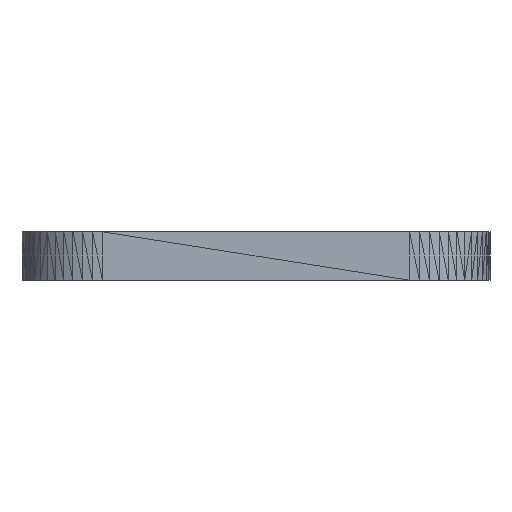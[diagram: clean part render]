
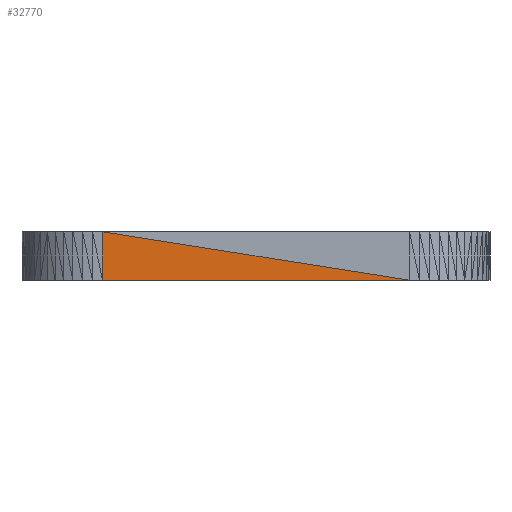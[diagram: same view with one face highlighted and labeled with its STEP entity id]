
A CAD part, left-side view. The second image highlights one B-rep face of the part: STEP entity #32770.
In plain terms, the highlighted planar face has unit normal (-1, 0, 0).
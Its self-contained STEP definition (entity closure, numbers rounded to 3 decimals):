
#32469 = VERTEX_POINT('',#32470);
#32470 = CARTESIAN_POINT('',(-29.5,9.5,3.));
#32611 = PLANE('',#32612);
#32612 = AXIS2_PLACEMENT_3D('',#32613,#32614,#32615);
#32613 = CARTESIAN_POINT('',(-29.5,-0.691,2.191));
#32614 = DIRECTION('',(-1.,-0.,-0.));
#32615 = DIRECTION('',(0.,0.,-1.));
#32627 = VERTEX_POINT('',#32628);
#32628 = CARTESIAN_POINT('',(-29.5,9.5,0.));
#32649 = PLANE('',#32650);
#32650 = AXIS2_PLACEMENT_3D('',#32651,#32652,#32653);
#32651 = CARTESIAN_POINT('',(-29.489,9.673,
    1.641));
#32652 = DIRECTION('',(-0.998,0.063,
    0.));
#32653 = DIRECTION('',(-0.063,-0.998,0.));
#32719 = EDGE_CURVE('',#32469,#32627,#32720,.T.);
#32720 = SURFACE_CURVE('',#32721,(#32725,#32732),.PCURVE_S1.);
#32721 = LINE('',#32722,#32723);
#32722 = CARTESIAN_POINT('',(-29.5,9.5,3.));
#32723 = VECTOR('',#32724,1.);
#32724 = DIRECTION('',(0.,0.,-1.));
#32725 = PCURVE('',#32649,#32726);
#32726 = DEFINITIONAL_REPRESENTATION('',(#32727),#32731);
#32727 = LINE('',#32728,#32729);
#32728 = CARTESIAN_POINT('',(0.173,1.359));
#32729 = VECTOR('',#32730,1.);
#32730 = DIRECTION('',(0.,-1.));
#32731 = ( GEOMETRIC_REPRESENTATION_CONTEXT(2) 
PARAMETRIC_REPRESENTATION_CONTEXT() REPRESENTATION_CONTEXT('2D SPACE',''
  ) );
#32732 = PCURVE('',#32733,#32738);
#32733 = PLANE('',#32734);
#32734 = AXIS2_PLACEMENT_3D('',#32735,#32736,#32737);
#32735 = CARTESIAN_POINT('',(-29.5,0.691,0.809));
#32736 = DIRECTION('',(-1.,-0.,-0.));
#32737 = DIRECTION('',(0.,0.,-1.));
#32738 = DEFINITIONAL_REPRESENTATION('',(#32739),#32743);
#32739 = LINE('',#32740,#32741);
#32740 = CARTESIAN_POINT('',(-2.191,-8.809));
#32741 = VECTOR('',#32742,1.);
#32742 = DIRECTION('',(1.,0.));
#32743 = ( GEOMETRIC_REPRESENTATION_CONTEXT(2) 
PARAMETRIC_REPRESENTATION_CONTEXT() REPRESENTATION_CONTEXT('2D SPACE',''
  ) );
#32770 = ADVANCED_FACE('',(#32771),#32733,.T.);
#32771 = FACE_BOUND('',#32772,.T.);
#32772 = EDGE_LOOP('',(#32773,#32796,#32797));
#32773 = ORIENTED_EDGE('',*,*,#32774,.T.);
#32774 = EDGE_CURVE('',#32775,#32469,#32777,.T.);
#32775 = VERTEX_POINT('',#32776);
#32776 = CARTESIAN_POINT('',(-29.5,-9.5,0.));
#32777 = SURFACE_CURVE('',#32778,(#32782,#32789),.PCURVE_S1.);
#32778 = LINE('',#32779,#32780);
#32779 = CARTESIAN_POINT('',(-29.5,-9.5,0.));
#32780 = VECTOR('',#32781,1.);
#32781 = DIRECTION('',(0.,0.988,0.156));
#32782 = PCURVE('',#32733,#32783);
#32783 = DEFINITIONAL_REPRESENTATION('',(#32784),#32788);
#32784 = LINE('',#32785,#32786);
#32785 = CARTESIAN_POINT('',(0.809,10.191));
#32786 = VECTOR('',#32787,1.);
#32787 = DIRECTION('',(-0.156,-0.988));
#32788 = ( GEOMETRIC_REPRESENTATION_CONTEXT(2) 
PARAMETRIC_REPRESENTATION_CONTEXT() REPRESENTATION_CONTEXT('2D SPACE',''
  ) );
#32789 = PCURVE('',#32611,#32790);
#32790 = DEFINITIONAL_REPRESENTATION('',(#32791),#32795);
#32791 = LINE('',#32792,#32793);
#32792 = CARTESIAN_POINT('',(2.191,8.809));
#32793 = VECTOR('',#32794,1.);
#32794 = DIRECTION('',(-0.156,-0.988));
#32795 = ( GEOMETRIC_REPRESENTATION_CONTEXT(2) 
PARAMETRIC_REPRESENTATION_CONTEXT() REPRESENTATION_CONTEXT('2D SPACE',''
  ) );
#32796 = ORIENTED_EDGE('',*,*,#32719,.T.);
#32797 = ORIENTED_EDGE('',*,*,#32798,.T.);
#32798 = EDGE_CURVE('',#32627,#32775,#32799,.T.);
#32799 = SURFACE_CURVE('',#32800,(#32804,#32811),.PCURVE_S1.);
#32800 = LINE('',#32801,#32802);
#32801 = CARTESIAN_POINT('',(-29.5,9.5,0.));
#32802 = VECTOR('',#32803,1.);
#32803 = DIRECTION('',(0.,-1.,0.));
#32804 = PCURVE('',#32733,#32805);
#32805 = DEFINITIONAL_REPRESENTATION('',(#32806),#32810);
#32806 = LINE('',#32807,#32808);
#32807 = CARTESIAN_POINT('',(0.809,-8.809));
#32808 = VECTOR('',#32809,1.);
#32809 = DIRECTION('',(0.,1.));
#32810 = ( GEOMETRIC_REPRESENTATION_CONTEXT(2) 
PARAMETRIC_REPRESENTATION_CONTEXT() REPRESENTATION_CONTEXT('2D SPACE',''
  ) );
#32811 = PCURVE('',#32812,#32817);
#32812 = PLANE('',#32813);
#32813 = AXIS2_PLACEMENT_3D('',#32814,#32815,#32816);
#32814 = CARTESIAN_POINT('',(-28.338,0.334,0.));
#32815 = DIRECTION('',(-0.,-0.,-1.));
#32816 = DIRECTION('',(-1.,0.,0.));
#32817 = DEFINITIONAL_REPRESENTATION('',(#32818),#32822);
#32818 = LINE('',#32819,#32820);
#32819 = CARTESIAN_POINT('',(1.162,9.166));
#32820 = VECTOR('',#32821,1.);
#32821 = DIRECTION('',(0.,-1.));
#32822 = ( GEOMETRIC_REPRESENTATION_CONTEXT(2) 
PARAMETRIC_REPRESENTATION_CONTEXT() REPRESENTATION_CONTEXT('2D SPACE',''
  ) );
